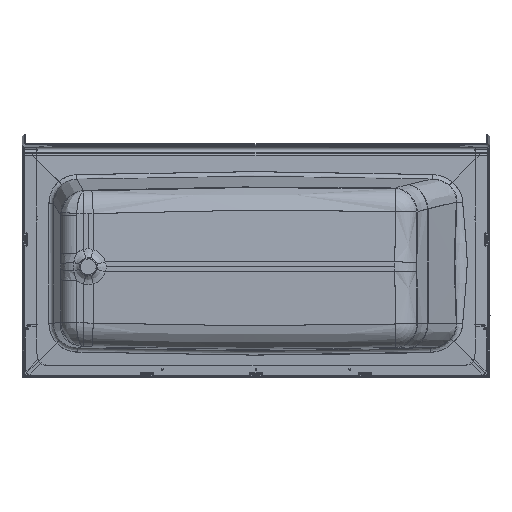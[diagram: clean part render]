
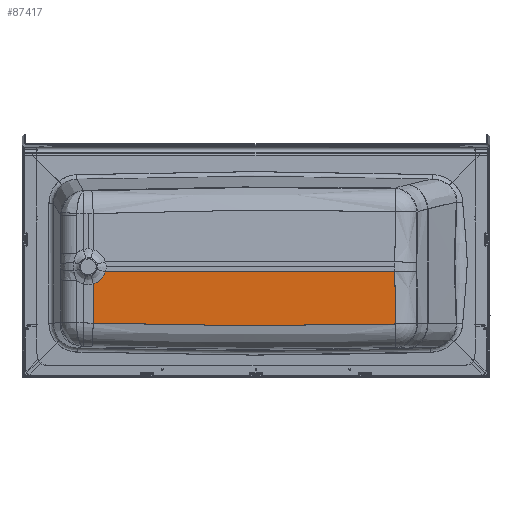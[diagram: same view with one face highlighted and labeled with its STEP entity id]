
A CAD part, front view. The second image highlights one B-rep face of the part: STEP entity #87417.
In plain terms, the highlighted planar face has unit normal (0.031, -0.999, -0.031).
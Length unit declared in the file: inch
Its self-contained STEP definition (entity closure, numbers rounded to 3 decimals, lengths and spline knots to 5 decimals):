
#493 = EDGE_LOOP ( 'NONE', ( #16869, #100054, #101979, #5667, #63586 ) ) ;
#4052 = EDGE_CURVE ( 'NONE', #119023, #117961, #29710, .T. ) ;
#5667 = ORIENTED_EDGE ( 'NONE', *, *, #104065, .F. ) ;
#7303 = CARTESIAN_POINT ( 'NONE',  ( 2.20508, 0.11245, -0.62863 ) ) ;
#7888 = CARTESIAN_POINT ( 'NONE',  ( 0.81439, 0.11643, -2.14622 ) ) ;
#12475 = LINE ( 'NONE', #49944, #43366 ) ;
#14852 = CARTESIAN_POINT ( 'NONE',  ( 0.62832, 0.11246, -2.20517 ) ) ;
#16348 = CARTESIAN_POINT ( 'NONE',  ( 2.00107, 0.12153, -1.12295 ) ) ;
#16869 = ORIENTED_EDGE ( 'NONE', *, *, #33843, .F. ) ;
#22987 =( BOUNDED_CURVE ( )  B_SPLINE_CURVE ( 3, ( #114158, #30904, #95459, #30325 ),
 .UNSPECIFIED., .F., .F. ) 
 B_SPLINE_CURVE_WITH_KNOTS ( ( 4, 4 ),
 ( 5.46737, 5.52302 ),
 .UNSPECIFIED. ) 
 CURVE ( )  GEOMETRIC_REPRESENTATION_ITEM ( )  RATIONAL_B_SPLINE_CURVE ( ( 1., 1., 1., 1. ) ) 
 REPRESENTATION_ITEM ( '' )  );
#26632 = CARTESIAN_POINT ( 'NONE',  ( 0.94892, 0.11885, -2.08886 ) ) ;
#27122 = DIRECTION ( 'NONE',  ( 1., 0.031, 0. ) ) ;
#27221 = CARTESIAN_POINT ( 'NONE',  ( 2.08851, 0.11884, -0.94971 ) ) ;
#29710 =( BOUNDED_CURVE ( )  B_SPLINE_CURVE ( 3, ( #53524, #97544, #52919, #60770 ),
 .UNSPECIFIED., .F., .F. ) 
 B_SPLINE_CURVE_WITH_KNOTS ( ( 4, 4 ),
 ( 4.31077, 4.3234 ),
 .UNSPECIFIED. ) 
 CURVE ( )  GEOMETRIC_REPRESENTATION_ITEM ( )  RATIONAL_B_SPLINE_CURVE ( ( 1., 1., 1., 1. ) ) 
 REPRESENTATION_ITEM ( '' )  );
#30325 = CARTESIAN_POINT ( 'NONE',  ( 39.38029, 1.48416, -7.3428 ) ) ;
#30904 = CARTESIAN_POINT ( 'NONE',  ( 13.54296, 0.68565, -7.62905 ) ) ;
#33843 = EDGE_CURVE ( 'NONE', #78140, #42949, #12475, .T. ) ;
#34512 = CARTESIAN_POINT ( 'NONE',  ( 1.48127, 0.12504, -1.75503 ) ) ;
#37835 = DIRECTION ( 'NONE',  ( 0., -0.031, 1. ) ) ;
#38431 = CARTESIAN_POINT ( 'NONE',  ( 0.0039, 0.02412, -0.0039 ) ) ;
#40512 = CARTESIAN_POINT ( 'NONE',  ( 0.62832, 0.26967, -7.23298 ) ) ;
#42949 = VERTEX_POINT ( 'NONE', #14852 ) ;
#43366 = VECTOR ( 'NONE', #104818, 39.37008 ) ;
#43564 = CARTESIAN_POINT ( 'NONE',  ( 1.12317, 0.12154, -2.00096 ) ) ;
#44169 = CARTESIAN_POINT ( 'NONE',  ( 2.14607, 0.11642, -0.81482 ) ) ;
#44761 = CARTESIAN_POINT ( 'NONE',  ( 1.92787, 0.12314, -1.2476 ) ) ;
#45355 = CARTESIAN_POINT ( 'NONE',  ( 1.69243, 0.12531, -1.55253 ) ) ;
#49944 = CARTESIAN_POINT ( 'NONE',  ( 0.62832, 0.04362, -0.00329 ) ) ;
#52612 = CARTESIAN_POINT ( 'NONE',  ( 0.72248, 0.11458, -2.17864 ) ) ;
#52919 = CARTESIAN_POINT ( 'NONE',  ( 39.32587, 1.34269, -2.87257 ) ) ;
#53524 = CARTESIAN_POINT ( 'NONE',  ( 39.38029, 1.48416, -7.3428 ) ) ;
#53895 = EDGE_CURVE ( 'NONE', #66370, #42949, #68028, .T. ) ;
#54401 = CARTESIAN_POINT ( 'NONE',  ( 1.32845, 0.12396, -1.87321 ) ) ;
#57951 = CARTESIAN_POINT ( 'NONE',  ( 39.29933, 1.2717, -0.62863 ) ) ;
#60770 = CARTESIAN_POINT ( 'NONE',  ( 39.29933, 1.2717, -0.62863 ) ) ;
#61669 = CARTESIAN_POINT ( 'NONE',  ( 2.17854, 0.11456, -0.72278 ) ) ;
#62263 = CARTESIAN_POINT ( 'NONE',  ( 1.75632, 0.12503, -1.47973 ) ) ;
#62859 = CARTESIAN_POINT ( 'NONE',  ( 1.55414, 0.12532, -1.69096 ) ) ;
#63586 = ORIENTED_EDGE ( 'NONE', *, *, #53895, .T. ) ;
#64060 = CARTESIAN_POINT ( 'NONE',  ( 1.87403, 0.12394, -1.32726 ) ) ;
#64418 = DIRECTION ( 'NONE',  ( -0.031, 0.999, 0.031 ) ) ;
#66370 = VERTEX_POINT ( 'NONE', #67231 ) ;
#67231 = CARTESIAN_POINT ( 'NONE',  ( 2.20508, 0.11245, -0.62863 ) ) ;
#68028 = B_SPLINE_CURVE_WITH_KNOTS ( 'NONE', 3,
 ( #7303, #61669, #44169, #27221, #80948, #118936, #16348, #44761, #64060, #62263, #45355, #62859, #34512, #54401, #80355, #43564, #99635, #72509, #26632, #7888, #52612, #100821 ),
 .UNSPECIFIED., .F., .F.,
 ( 4, 2, 2, 2, 2, 2, 2, 2, 2, 2, 4 ),
 ( 0., 0.00744, 0.01116, 0.01488, 0.02231, 0.02975, 0.03719, 0.04463, 0.04835, 0.05207, 0.0595 ),
 .UNSPECIFIED. ) ;
#70020 = LINE ( 'NONE', #89287, #91551 ) ;
#72509 = CARTESIAN_POINT ( 'NONE',  ( 0.9933, 0.11959, -2.06824 ) ) ;
#78140 = VERTEX_POINT ( 'NONE', #40512 ) ;
#80355 = CARTESIAN_POINT ( 'NONE',  ( 1.24849, 0.12316, -1.92732 ) ) ;
#80948 = CARTESIAN_POINT ( 'NONE',  ( 2.06791, 0.11958, -0.99397 ) ) ;
#87417 = ADVANCED_FACE ( 'NONE', ( #92739 ), #100601, .F. ) ;
#89287 = CARTESIAN_POINT ( 'NONE',  ( 0.00329, 0.04364, -0.62863 ) ) ;
#91551 = VECTOR ( 'NONE', #27122, 39.37008 ) ;
#92739 = FACE_OUTER_BOUND ( 'NONE', #493, .T. ) ;
#95459 = CARTESIAN_POINT ( 'NONE',  ( 26.46362, 1.09059, -7.66566 ) ) ;
#97544 = CARTESIAN_POINT ( 'NONE',  ( 39.35286, 1.41351, -5.11065 ) ) ;
#97697 = EDGE_CURVE ( 'NONE', #78140, #119023, #22987, .T. ) ;
#99635 = CARTESIAN_POINT ( 'NONE',  ( 1.08049, 0.12094, -2.02424 ) ) ;
#99816 = CARTESIAN_POINT ( 'NONE',  ( 39.38029, 1.48416, -7.3428 ) ) ;
#100054 = ORIENTED_EDGE ( 'NONE', *, *, #97697, .T. ) ;
#100601 = PLANE ( 'NONE',  #110420 ) ;
#100821 = CARTESIAN_POINT ( 'NONE',  ( 0.62832, 0.11246, -2.20517 ) ) ;
#101979 = ORIENTED_EDGE ( 'NONE', *, *, #4052, .T. ) ;
#104065 = EDGE_CURVE ( 'NONE', #66370, #117961, #70020, .T. ) ;
#104818 = DIRECTION ( 'NONE',  ( 0., -0.031, 1. ) ) ;
#110420 = AXIS2_PLACEMENT_3D ( 'NONE', #38431, #64418, #37835 ) ;
#114158 = CARTESIAN_POINT ( 'NONE',  ( 0.62832, 0.26967, -7.23298 ) ) ;
#117961 = VERTEX_POINT ( 'NONE', #57951 ) ;
#118936 = CARTESIAN_POINT ( 'NONE',  ( 2.02421, 0.12092, -1.08054 ) ) ;
#119023 = VERTEX_POINT ( 'NONE', #99816 ) ;
